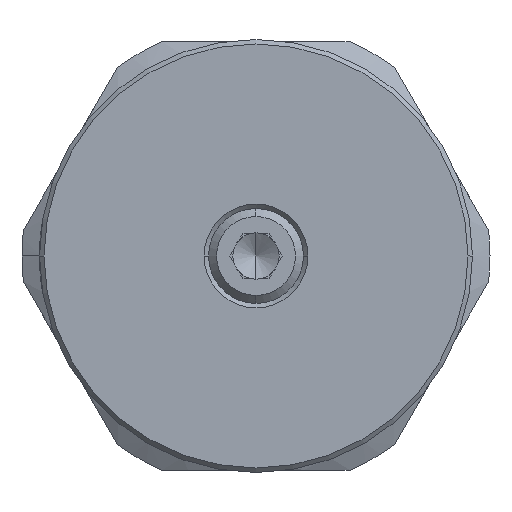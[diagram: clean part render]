
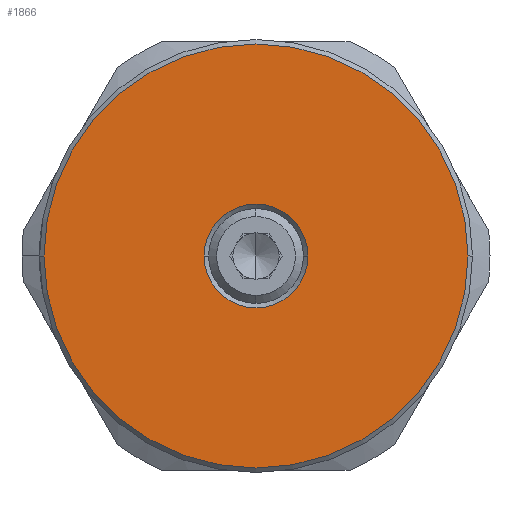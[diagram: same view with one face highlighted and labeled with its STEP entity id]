
A CAD part, left-side view. The second image highlights one B-rep face of the part: STEP entity #1866.
In plain terms, the highlighted planar face has unit normal (-1, 0, 0).
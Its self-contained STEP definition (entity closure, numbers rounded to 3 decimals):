
#550 = CARTESIAN_POINT ( 'NONE',  ( -29.253, 0., 0. ) ) ;
#553 = DIRECTION ( 'NONE',  ( 0., -1., 0. ) ) ;
#560 = DIRECTION ( 'NONE',  ( -1., 0., 0. ) ) ;
#596 = EDGE_LOOP ( 'NONE', ( #5486, #17793 ) ) ;
#614 = EDGE_CURVE ( 'NONE', #14494, #14492, #5779, .T. ) ;
#672 = AXIS2_PLACEMENT_3D ( 'NONE', #550, #560, #553 ) ;
#679 = EDGE_CURVE ( 'NONE', #14500, #14499, #5832, .T. ) ;
#800 = AXIS2_PLACEMENT_3D ( 'NONE', #18271, #18272, #18273 ) ;
#1056 = EDGE_CURVE ( 'NONE', #14499, #14500, #6426, .T. ) ;
#1057 = EDGE_CURVE ( 'NONE', #14492, #14494, #6427, .T. ) ;
#1866 = ADVANCED_FACE ( 'NONE', ( #4613, #4611 ), #13041, .F. ) ;
#2231 = EDGE_LOOP ( 'NONE', ( #18046, #18104 ) ) ;
#4611 = FACE_OUTER_BOUND ( 'NONE', #2231, .T. ) ;
#4613 = FACE_BOUND ( 'NONE', #596, .T. ) ;
#5486 = ORIENTED_EDGE ( 'NONE', *, *, #679, .T. ) ;
#5779 = CIRCLE ( 'NONE', #672, 18.8 ) ;
#5832 = CIRCLE ( 'NONE', #800, 4.6 ) ;
#6426 = CIRCLE ( 'NONE', #8180, 4.6 ) ;
#6427 = CIRCLE ( 'NONE', #8179, 18.8 ) ;
#8179 = AXIS2_PLACEMENT_3D ( 'NONE', #9276, #9277, #9278 ) ;
#8180 = AXIS2_PLACEMENT_3D ( 'NONE', #9273, #9274, #9275 ) ;
#9273 = CARTESIAN_POINT ( 'NONE',  ( -29.253, 0., 0. ) ) ;
#9274 = DIRECTION ( 'NONE',  ( 1., 0., 0. ) ) ;
#9275 = DIRECTION ( 'NONE',  ( 0., -1., 0. ) ) ;
#9276 = CARTESIAN_POINT ( 'NONE',  ( -29.253, 0., 0. ) ) ;
#9277 = DIRECTION ( 'NONE',  ( -1., 0., 0. ) ) ;
#9278 = DIRECTION ( 'NONE',  ( 0., -1., 0. ) ) ;
#10877 = CARTESIAN_POINT ( 'NONE',  ( -29.253, -18.8, 0. ) ) ;
#10881 = CARTESIAN_POINT ( 'NONE',  ( -29.253, 18.8, 0. ) ) ;
#10891 = CARTESIAN_POINT ( 'NONE',  ( -29.253, -4.6, 0. ) ) ;
#10893 = CARTESIAN_POINT ( 'NONE',  ( -29.253, 4.6, 0. ) ) ;
#13035 = CARTESIAN_POINT ( 'NONE',  ( -29.253, 0., 0. ) ) ;
#13041 = PLANE ( 'NONE',  #22821 ) ;
#13043 = DIRECTION ( 'NONE',  ( 1., 0., 0. ) ) ;
#13044 = DIRECTION ( 'NONE',  ( 0., -1., 0. ) ) ;
#14492 = VERTEX_POINT ( 'NONE', #10877 ) ;
#14494 = VERTEX_POINT ( 'NONE', #10881 ) ;
#14499 = VERTEX_POINT ( 'NONE', #10891 ) ;
#14500 = VERTEX_POINT ( 'NONE', #10893 ) ;
#17793 = ORIENTED_EDGE ( 'NONE', *, *, #1056, .T. ) ;
#18046 = ORIENTED_EDGE ( 'NONE', *, *, #1057, .T. ) ;
#18104 = ORIENTED_EDGE ( 'NONE', *, *, #614, .T. ) ;
#18271 = CARTESIAN_POINT ( 'NONE',  ( -29.253, 0., 0. ) ) ;
#18272 = DIRECTION ( 'NONE',  ( 1., 0., 0. ) ) ;
#18273 = DIRECTION ( 'NONE',  ( 0., -1., 0. ) ) ;
#22821 = AXIS2_PLACEMENT_3D ( 'NONE', #13035, #13043, #13044 ) ;
